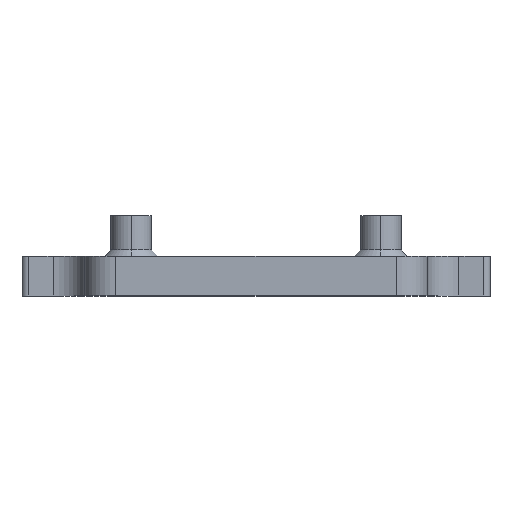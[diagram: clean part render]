
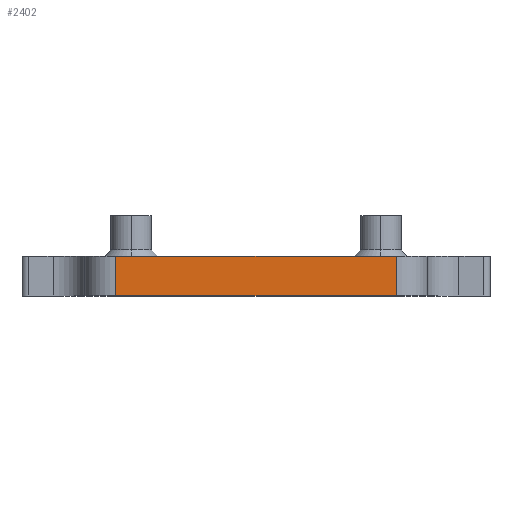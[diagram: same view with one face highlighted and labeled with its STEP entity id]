
A CAD part, top view. The second image highlights one B-rep face of the part: STEP entity #2402.
In plain terms, the highlighted planar face has unit normal (0, 0, 1).
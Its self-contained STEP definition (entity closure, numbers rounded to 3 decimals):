
#496 = FACE_OUTER_BOUND ( 'NONE', #3888, .T. ) ;
#582 = CARTESIAN_POINT ( 'NONE',  ( 22.5, 6.35, 27.5 ) ) ;
#642 = DIRECTION ( 'NONE',  ( 1., 0., 0. ) ) ;
#838 = DIRECTION ( 'NONE',  ( 0., 0., -1. ) ) ;
#914 = DIRECTION ( 'NONE',  ( 0., -1., 0. ) ) ;
#916 = VECTOR ( 'NONE', #642, 1000. ) ;
#1027 = ORIENTED_EDGE ( 'NONE', *, *, #2643, .T. ) ;
#1034 = CARTESIAN_POINT ( 'NONE',  ( 22.5, 6.35, 27.5 ) ) ;
#1176 = EDGE_CURVE ( 'NONE', #3453, #1903, #3250, .T. ) ;
#1265 = CARTESIAN_POINT ( 'NONE',  ( -27.5, 6.35, 27.5 ) ) ;
#1461 = CARTESIAN_POINT ( 'NONE',  ( -27.5, 6.35, 27.5 ) ) ;
#1585 = ORIENTED_EDGE ( 'NONE', *, *, #1176, .T. ) ;
#1589 = EDGE_CURVE ( 'NONE', #1677, #3112, #4621, .T. ) ;
#1677 = VERTEX_POINT ( 'NONE', #3092 ) ;
#1784 = VECTOR ( 'NONE', #4272, 1000. ) ;
#1903 = VERTEX_POINT ( 'NONE', #4674 ) ;
#2178 = AXIS2_PLACEMENT_3D ( 'NONE', #1265, #838, #2448 ) ;
#2396 = PLANE ( 'NONE',  #2178 ) ;
#2402 = ADVANCED_FACE ( 'NONE', ( #496 ), #2396, .F. ) ;
#2448 = DIRECTION ( 'NONE',  ( -1., 0., 0. ) ) ;
#2640 = DIRECTION ( 'NONE',  ( 0., 1., 0. ) ) ;
#2643 = EDGE_CURVE ( 'NONE', #1903, #1677, #4278, .T. ) ;
#2959 = VECTOR ( 'NONE', #914, 1000. ) ;
#2980 = ORIENTED_EDGE ( 'NONE', *, *, #1589, .T. ) ;
#3092 = CARTESIAN_POINT ( 'NONE',  ( 22.5, 0., 27.5 ) ) ;
#3098 = CARTESIAN_POINT ( 'NONE',  ( -27.5, 0., 27.5 ) ) ;
#3112 = VERTEX_POINT ( 'NONE', #582 ) ;
#3250 = LINE ( 'NONE', #4547, #2959 ) ;
#3313 = ORIENTED_EDGE ( 'NONE', *, *, #5135, .F. ) ;
#3453 = VERTEX_POINT ( 'NONE', #3855 ) ;
#3855 = CARTESIAN_POINT ( 'NONE',  ( -22.5, 6.35, 27.5 ) ) ;
#3888 = EDGE_LOOP ( 'NONE', ( #3313, #1585, #1027, #2980 ) ) ;
#4272 = DIRECTION ( 'NONE',  ( 1., 0., 0. ) ) ;
#4278 = LINE ( 'NONE', #3098, #916 ) ;
#4547 = CARTESIAN_POINT ( 'NONE',  ( -22.5, 6.35, 27.5 ) ) ;
#4621 = LINE ( 'NONE', #1034, #5101 ) ;
#4674 = CARTESIAN_POINT ( 'NONE',  ( -22.5, 0., 27.5 ) ) ;
#4695 = LINE ( 'NONE', #1461, #1784 ) ;
#5101 = VECTOR ( 'NONE', #2640, 1000. ) ;
#5135 = EDGE_CURVE ( 'NONE', #3453, #3112, #4695, .T. ) ;
